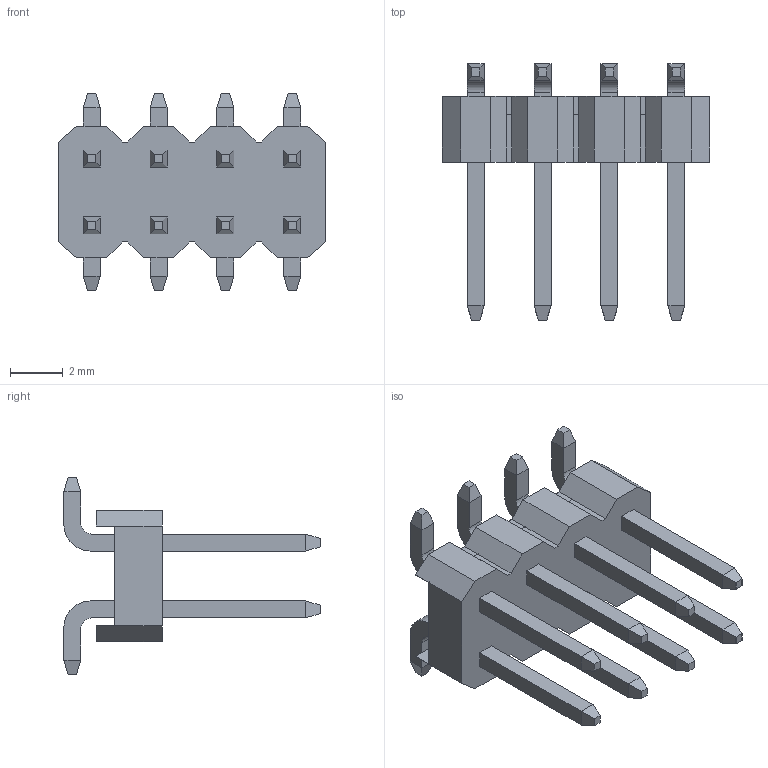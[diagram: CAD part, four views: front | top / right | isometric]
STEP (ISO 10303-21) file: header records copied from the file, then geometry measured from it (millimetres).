
FILE_DESCRIPTION(('STEP AP214'),'1');
FILE_NAME('pin_header_a-sl254-dg-g08mp1.stp','2017-04-01T10:45:12',('TraceParts'),('TraceParts S.A.'),'Spatial InterOp 3D',' ',' ');
FILE_SCHEMA(('automotive_design'));
Length unit declared in the file: millimetre
Products named in the file (1): pin_header_a-sl254-dg-g08mp1
Bounding box: 10.16 x 9.74 x 7.5 mm (x, y, z)
Volume: 121.6 mm3; surface area: 373.7 mm2
Topology: 1 solids, 1 shells, 230 faces, 604 edges, 392 vertices
Faces by surface type: plane 214, cylinder 16
Entity records: 8780 total; most frequent: CARTESIAN_POINT 1227, ORIENTED_EDGE 1208, DIRECTION 1098, EDGE_CURVE 604, LINE 572, VECTOR 572, VERTEX_POINT 392, AXIS2_PLACEMENT_3D 263
